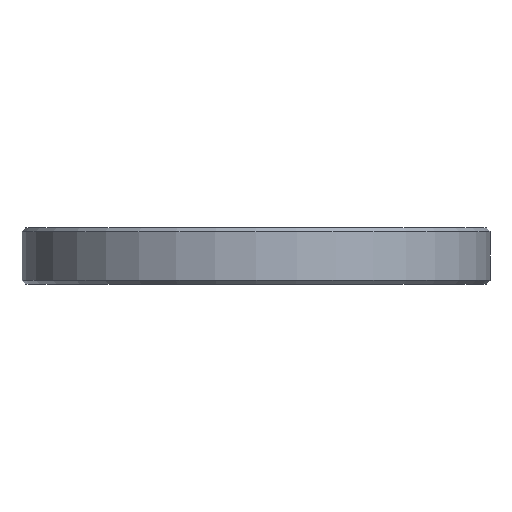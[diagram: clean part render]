
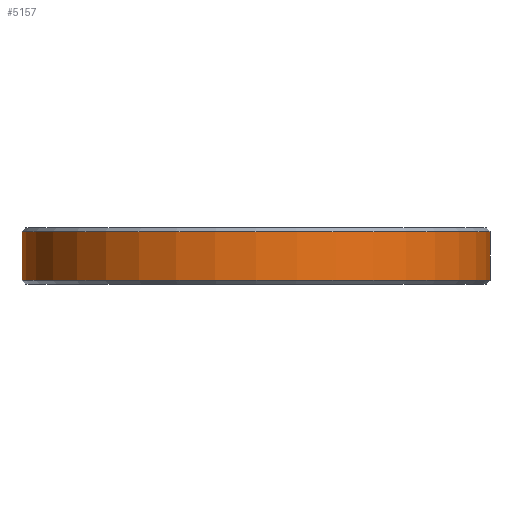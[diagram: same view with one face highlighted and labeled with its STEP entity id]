
A CAD part, front view. The second image highlights one B-rep face of the part: STEP entity #5157.
In plain terms, the highlighted cylindrical face has radius 12.5 mm (diameter 25 mm), a partial arc.
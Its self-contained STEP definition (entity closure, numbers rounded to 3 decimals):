
#254 = DIRECTION ( 'NONE',  ( 1., 0., 0. ) ) ;
#404 = AXIS2_PLACEMENT_3D ( 'NONE', #7692, #11998, #254 ) ;
#637 = CIRCLE ( 'NONE', #404, 12.5 ) ;
#679 = DIRECTION ( 'NONE',  ( 0., 0., -1. ) ) ;
#1549 = VERTEX_POINT ( 'NONE', #1838 ) ;
#1838 = CARTESIAN_POINT ( 'NONE',  ( -12.5, 0., 2.8 ) ) ;
#2252 = VERTEX_POINT ( 'NONE', #13733 ) ;
#2387 = EDGE_CURVE ( 'NONE', #2252, #1549, #637, .T. ) ;
#2891 = CARTESIAN_POINT ( 'NONE',  ( 0., 0., 3. ) ) ;
#3098 = CARTESIAN_POINT ( 'NONE',  ( 12.5, 0., 3. ) ) ;
#3480 = CARTESIAN_POINT ( 'NONE',  ( 0., 0., 0.2 ) ) ;
#3803 = CARTESIAN_POINT ( 'NONE',  ( -12.5, 0., 3. ) ) ;
#4154 = VERTEX_POINT ( 'NONE', #9613 ) ;
#4774 = DIRECTION ( 'NONE',  ( 1., 0., 0. ) ) ;
#4917 = VECTOR ( 'NONE', #8608, 1000. ) ;
#4976 = FACE_OUTER_BOUND ( 'NONE', #12303, .T. ) ;
#5157 = ADVANCED_FACE ( 'NONE', ( #4976 ), #13780, .T. ) ;
#5242 = ORIENTED_EDGE ( 'NONE', *, *, #2387, .T. ) ;
#5413 = AXIS2_PLACEMENT_3D ( 'NONE', #3480, #10073, #4774 ) ;
#7692 = CARTESIAN_POINT ( 'NONE',  ( 0., 0., 2.8 ) ) ;
#7981 = EDGE_CURVE ( 'NONE', #2252, #9166, #14058, .T. ) ;
#8162 = DIRECTION ( 'NONE',  ( 0., 0., -1. ) ) ;
#8467 = DIRECTION ( 'NONE',  ( -1., 0., 0. ) ) ;
#8608 = DIRECTION ( 'NONE',  ( 0., 0., -1. ) ) ;
#9166 = VERTEX_POINT ( 'NONE', #11399 ) ;
#9537 = AXIS2_PLACEMENT_3D ( 'NONE', #2891, #679, #8467 ) ;
#9613 = CARTESIAN_POINT ( 'NONE',  ( -12.5, 0., 0.2 ) ) ;
#10073 = DIRECTION ( 'NONE',  ( 0., 0., 1. ) ) ;
#10180 = EDGE_CURVE ( 'NONE', #4154, #9166, #12731, .T. ) ;
#11367 = ORIENTED_EDGE ( 'NONE', *, *, #10180, .T. ) ;
#11399 = CARTESIAN_POINT ( 'NONE',  ( 12.5, 0., 0.2 ) ) ;
#11892 = EDGE_CURVE ( 'NONE', #1549, #4154, #13894, .T. ) ;
#11998 = DIRECTION ( 'NONE',  ( 0., 0., -1. ) ) ;
#12303 = EDGE_LOOP ( 'NONE', ( #12446, #5242, #13641, #11367 ) ) ;
#12446 = ORIENTED_EDGE ( 'NONE', *, *, #7981, .F. ) ;
#12731 = CIRCLE ( 'NONE', #5413, 12.5 ) ;
#13254 = VECTOR ( 'NONE', #8162, 1000. ) ;
#13641 = ORIENTED_EDGE ( 'NONE', *, *, #11892, .T. ) ;
#13733 = CARTESIAN_POINT ( 'NONE',  ( 12.5, 0., 2.8 ) ) ;
#13780 = CYLINDRICAL_SURFACE ( 'NONE', #9537, 12.5 ) ;
#13894 = LINE ( 'NONE', #3803, #13254 ) ;
#14058 = LINE ( 'NONE', #3098, #4917 ) ;
